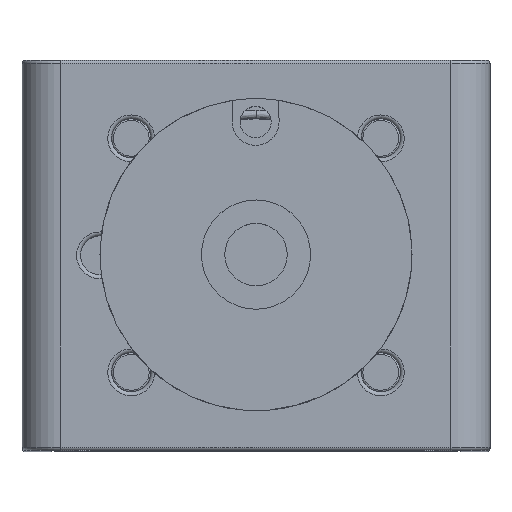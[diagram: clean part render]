
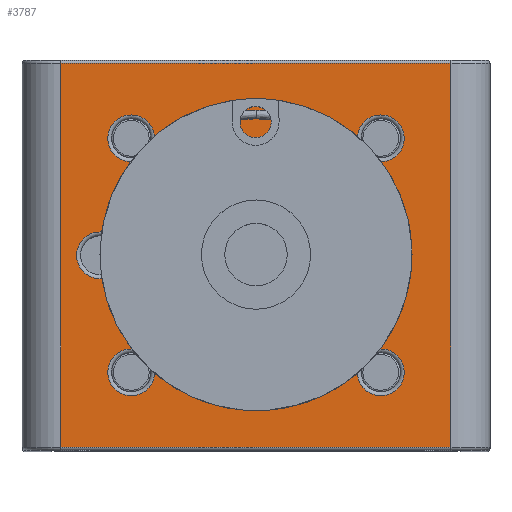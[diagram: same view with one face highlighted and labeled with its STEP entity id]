
A CAD part, top view. The second image highlights one B-rep face of the part: STEP entity #3787.
In plain terms, the highlighted planar face has unit normal (0, 0, 1).
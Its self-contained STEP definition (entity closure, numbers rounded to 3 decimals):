
#93=FACE_BOUND('',#1138,.T.);
#94=FACE_BOUND('',#1139,.T.);
#95=FACE_BOUND('',#1140,.T.);
#96=FACE_BOUND('',#1141,.T.);
#97=FACE_BOUND('',#1142,.T.);
#98=FACE_BOUND('',#1143,.T.);
#121=PLANE('',#4123);
#223=LINE('',#6371,#473);
#224=LINE('',#6373,#474);
#225=LINE('',#6375,#475);
#226=LINE('',#6376,#476);
#473=VECTOR('',#4786,4.5);
#474=VECTOR('',#4787,4.5);
#475=VECTOR('',#4788,4.5);
#476=VECTOR('',#4789,4.5);
#855=FACE_OUTER_BOUND('',#1137,.T.);
#1137=EDGE_LOOP('',(#2718,#2719,#2720,#2721));
#1138=EDGE_LOOP('',(#2722));
#1139=EDGE_LOOP('',(#2723));
#1140=EDGE_LOOP('',(#2724));
#1141=EDGE_LOOP('',(#2725));
#1142=EDGE_LOOP('',(#2726));
#1143=EDGE_LOOP('',(#2727));
#1449=CIRCLE('',#4120,0.675);
#1452=CIRCLE('',#4124,0.675);
#1453=CIRCLE('',#4125,0.675);
#1454=CIRCLE('',#4126,2.588);
#1455=CIRCLE('',#4127,0.675);
#1456=CIRCLE('',#4128,0.675);
#1764=VERTEX_POINT('',#6363);
#1766=VERTEX_POINT('',#6369);
#1767=VERTEX_POINT('',#6370);
#1768=VERTEX_POINT('',#6372);
#1769=VERTEX_POINT('',#6374);
#1770=VERTEX_POINT('',#6377);
#1771=VERTEX_POINT('',#6379);
#1772=VERTEX_POINT('',#6381);
#1773=VERTEX_POINT('',#6383);
#1774=VERTEX_POINT('',#6385);
#2108=EDGE_CURVE('',#1764,#1764,#1449,.T.);
#2111=EDGE_CURVE('',#1766,#1767,#223,.T.);
#2112=EDGE_CURVE('',#1768,#1766,#224,.T.);
#2113=EDGE_CURVE('',#1769,#1768,#225,.T.);
#2114=EDGE_CURVE('',#1769,#1767,#226,.T.);
#2115=EDGE_CURVE('',#1770,#1770,#1452,.T.);
#2116=EDGE_CURVE('',#1771,#1771,#1453,.T.);
#2117=EDGE_CURVE('',#1772,#1772,#1454,.T.);
#2118=EDGE_CURVE('',#1773,#1773,#1455,.T.);
#2119=EDGE_CURVE('',#1774,#1774,#1456,.T.);
#2718=ORIENTED_EDGE('',*,*,#2111,.F.);
#2719=ORIENTED_EDGE('',*,*,#2112,.F.);
#2720=ORIENTED_EDGE('',*,*,#2113,.F.);
#2721=ORIENTED_EDGE('',*,*,#2114,.T.);
#2722=ORIENTED_EDGE('',*,*,#2115,.F.);
#2723=ORIENTED_EDGE('',*,*,#2116,.F.);
#2724=ORIENTED_EDGE('',*,*,#2117,.F.);
#2725=ORIENTED_EDGE('',*,*,#2118,.F.);
#2726=ORIENTED_EDGE('',*,*,#2119,.F.);
#2727=ORIENTED_EDGE('',*,*,#2108,.F.);
#3787=ADVANCED_FACE('',(#855,#93,#94,#95,#96,#97,#98),#121,.T.);
#4120=AXIS2_PLACEMENT_3D('',#6364,#4778,#4779);
#4123=AXIS2_PLACEMENT_3D('',#6368,#4784,#4785);
#4124=AXIS2_PLACEMENT_3D('',#6378,#4790,#4791);
#4125=AXIS2_PLACEMENT_3D('',#6380,#4792,#4793);
#4126=AXIS2_PLACEMENT_3D('',#6382,#4794,#4795);
#4127=AXIS2_PLACEMENT_3D('',#6384,#4796,#4797);
#4128=AXIS2_PLACEMENT_3D('',#6386,#4798,#4799);
#4778=DIRECTION('center_axis',(0.,0.,1.));
#4779=DIRECTION('ref_axis',(-1.,0.,0.));
#4784=DIRECTION('center_axis',(0.,0.,1.));
#4785=DIRECTION('ref_axis',(1.,0.,0.));
#4786=DIRECTION('',(1.,0.,0.));
#4787=DIRECTION('',(0.,1.,0.));
#4788=DIRECTION('',(-1.,0.,0.));
#4789=DIRECTION('',(0.,1.,0.));
#4790=DIRECTION('center_axis',(0.,0.,1.));
#4791=DIRECTION('ref_axis',(-1.,0.,0.));
#4792=DIRECTION('center_axis',(0.,0.,1.));
#4793=DIRECTION('ref_axis',(-1.,0.,0.));
#4794=DIRECTION('center_axis',(0.,0.,1.));
#4795=DIRECTION('ref_axis',(-1.,0.,0.));
#4796=DIRECTION('center_axis',(0.,0.,1.));
#4797=DIRECTION('ref_axis',(-1.,0.,0.));
#4798=DIRECTION('center_axis',(0.,0.,1.));
#4799=DIRECTION('ref_axis',(-1.,0.,0.));
#6363=CARTESIAN_POINT('',(19.275,8.3,21.4));
#6364=CARTESIAN_POINT('Origin',(18.6,8.3,21.4));
#6368=CARTESIAN_POINT('Origin',(9.375,6.05,21.4));
#6369=CARTESIAN_POINT('',(9.375,17.21,21.4));
#6370=CARTESIAN_POINT('',(20.625,17.21,21.4));
#6371=CARTESIAN_POINT('',(12.188,17.21,21.4));
#6372=CARTESIAN_POINT('',(9.375,6.14,21.4));
#6373=CARTESIAN_POINT('',(9.375,6.05,21.4));
#6374=CARTESIAN_POINT('',(20.625,6.14,21.4));
#6375=CARTESIAN_POINT('',(12.188,6.14,21.4));
#6376=CARTESIAN_POINT('',(20.625,6.05,21.4));
#6377=CARTESIAN_POINT('',(12.075,8.3,21.4));
#6378=CARTESIAN_POINT('Origin',(11.4,8.3,21.4));
#6379=CARTESIAN_POINT('',(12.075,15.05,21.4));
#6380=CARTESIAN_POINT('Origin',(11.4,15.05,21.4));
#6381=CARTESIAN_POINT('',(17.588,11.675,21.4));
#6382=CARTESIAN_POINT('Origin',(15.,11.675,21.4));
#6383=CARTESIAN_POINT('',(19.275,15.05,21.4));
#6384=CARTESIAN_POINT('Origin',(18.6,15.05,21.4));
#6385=CARTESIAN_POINT('',(11.175,11.675,21.4));
#6386=CARTESIAN_POINT('Origin',(10.5,11.675,21.4));
